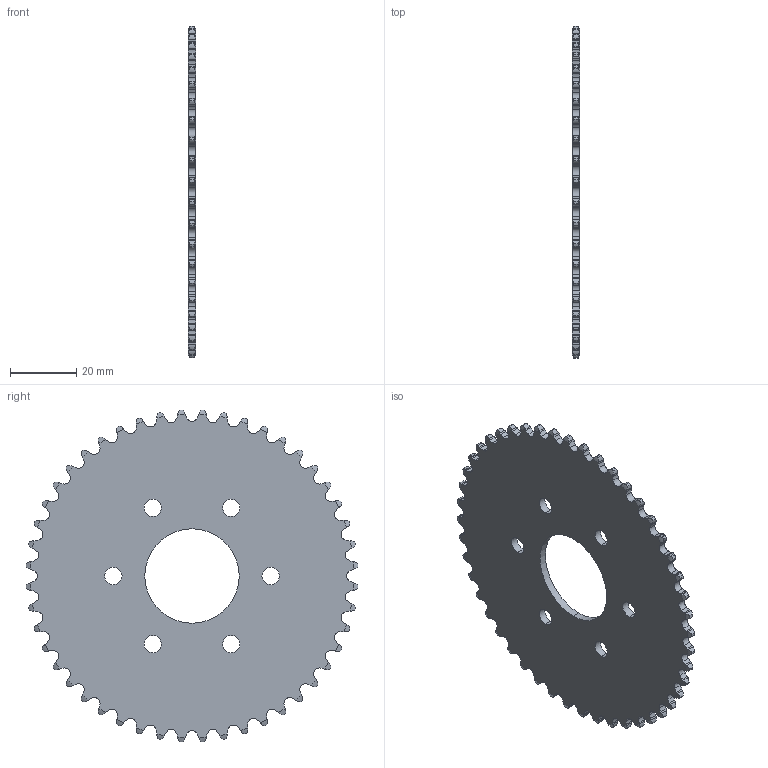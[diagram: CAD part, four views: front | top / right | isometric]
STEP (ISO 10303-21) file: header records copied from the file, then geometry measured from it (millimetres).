
FILE_DESCRIPTION (( 'STEP AP214' ), '1' );
FILE_NAME ('am-0236 S25-48L Sprocket.STEP', '2016-04-18T14:31:22', ( '' ), ( '' ), 'SwSTEP 2.0', 'SolidWorks 2014', '' );
FILE_SCHEMA (( 'AUTOMOTIVE_DESIGN' ));
Length unit declared in the file: inch
Products named in the file (1): am-0236 S25-48L Sprocket
Bounding box: 2.29 x 100.52 x 100.52 mm (x, y, z)
Volume: 14983.2 mm3; surface area: 14605.1 mm2
Topology: 1 solids, 1 shells, 523 faces, 1563 edges, 1042 vertices
Faces by surface type: cylinder 329, plane 98, torus 96
Entity records: 18599 total; most frequent: CARTESIAN_POINT 4697, ORIENTED_EDGE 3126, DIRECTION 2757, EDGE_CURVE 1563, AXIS2_PLACEMENT_3D 1070, VERTEX_POINT 1042, VECTOR 617, LINE 617
